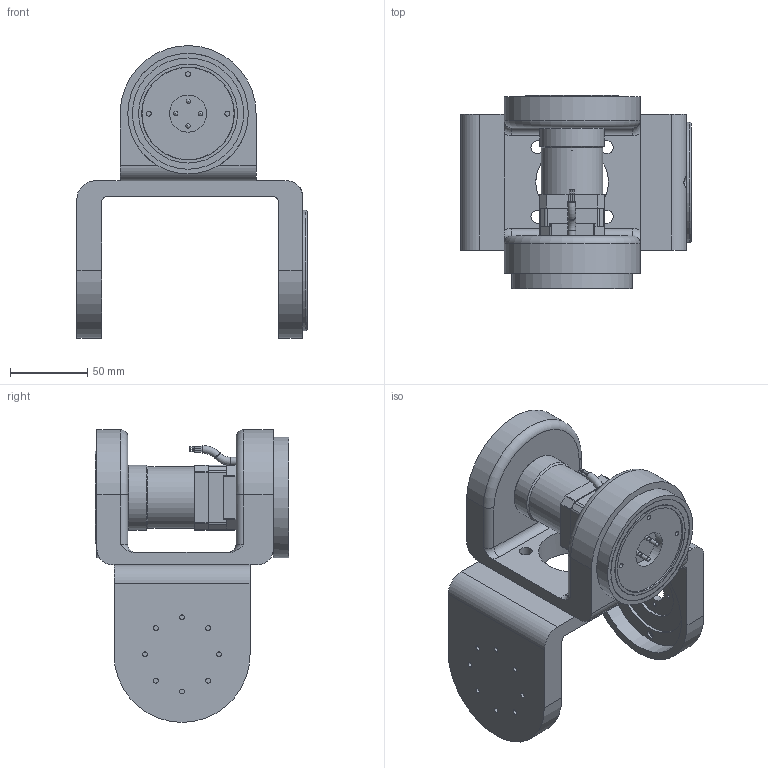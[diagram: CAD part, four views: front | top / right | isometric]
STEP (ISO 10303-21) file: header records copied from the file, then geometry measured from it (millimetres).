
FILE_DESCRIPTION(/* description */ (''),/* implementation_level */ '2;1');
FILE_NAME(/* name */ 'Link_4.step',/* time_stamp */ '2023-03-26T01:57:39-04:00',/* author */ (''),/* organization */ (''),/* preprocessor_version */ 'ST-DEVELOPER v19.2',/* originating_system */ 'Autodesk Translation Framework v11.17.0.187',/* authorisation */ '');
FILE_SCHEMA (('AUTOMOTIVE_DESIGN { 1 0 10303 214 3 1 1 }'));
Length unit declared in the file: millimetre
Products named in the file (1): URDF - J4
Bounding box: 149.02 x 125.02 x 189.49 mm (x, y, z)
Volume: 723955.3 mm3; surface area: 167163.4 mm2
Topology: 1 solids, 4 shells, 730 faces, 1947 edges, 1244 vertices
Faces by surface type: plane 451, cylinder 217, torus 30, cone 20, bspline 8, sphere 4
Full cylindrical faces by diameter (mm): 0.8 x4, 1.5 x4, 2.5 x1, 2.529 x4, 2.8 x4, 3 x12, 3.2 x16, 3.332 x8, 3.5 x4, 4.5 x3, 4.6 x1, 5 x4, 5.1 x8, 5.454 x4, 6 x4, 7 x1, 8 x1, 8.1 x1, 8.3 x4, 10 x2, 16 x1, 17 x1, 18 x1, 22 x3, 24 x2, 25 x1, 27 x1, 38 x3, 40 x1, 42 x1
Entity records: 24154 total; most frequent: CARTESIAN_POINT 4871, DIRECTION 3938, ORIENTED_EDGE 3878, EDGE_CURVE 1939, AXIS2_PLACEMENT_3D 1359, VERTEX_POINT 1244, LINE 1220, VECTOR 1220
